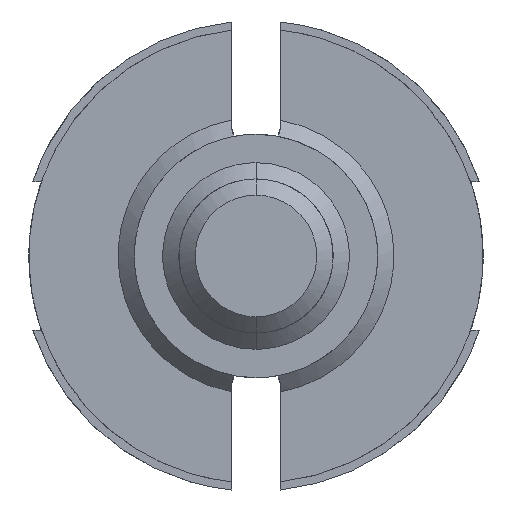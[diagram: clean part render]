
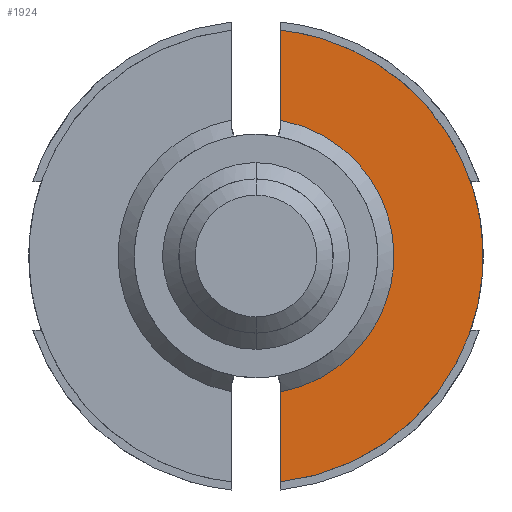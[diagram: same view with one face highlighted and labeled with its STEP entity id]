
A CAD part, front view. The second image highlights one B-rep face of the part: STEP entity #1924.
In plain terms, the highlighted free-form (B-spline) face has degree [1, 1] with [2, 2] control points.
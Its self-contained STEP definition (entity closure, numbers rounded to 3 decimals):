
#831 = VERTEX_POINT('',#832);
#832 = CARTESIAN_POINT('',(0.767,21.993,7.119
    ));
#837 = EDGE_CURVE('',#838,#831,#840,.T.);
#838 = VERTEX_POINT('',#839);
#839 = CARTESIAN_POINT('',(0.767,21.993,
    -7.119));
#840 = ( BOUNDED_CURVE() B_SPLINE_CURVE(2,(#841,#842,#843,#844,#845),
.UNSPECIFIED.,.F.,.F.) B_SPLINE_CURVE_WITH_KNOTS((3,2,3),(0.107
,1.571,3.034),.PIECEWISE_BEZIER_KNOTS.) CURVE() 
GEOMETRIC_REPRESENTATION_ITEM() RATIONAL_B_SPLINE_CURVE((1.,
0.744,1.,0.744,1.)) REPRESENTATION_ITEM('') );
#841 = CARTESIAN_POINT('',(0.767,21.993,
    -7.119));
#842 = CARTESIAN_POINT('',(7.161,21.993,
    -6.43));
#843 = CARTESIAN_POINT('',(7.161,21.993,
    0.));
#844 = CARTESIAN_POINT('',(7.161,21.993,6.43
    ));
#845 = CARTESIAN_POINT('',(0.767,21.993,7.119
    ));
#1924 = ADVANCED_FACE('',(#1925),#1950,.T.);
#1925 = FACE_BOUND('',#1926,.T.);
#1926 = EDGE_LOOP('',(#1927,#1934,#1944,#1949));
#1927 = ORIENTED_EDGE('',*,*,#1928,.T.);
#1928 = EDGE_CURVE('',#831,#1929,#1931,.T.);
#1929 = VERTEX_POINT('',#1930);
#1930 = CARTESIAN_POINT('',(0.767,21.993,
    4.279));
#1931 = B_SPLINE_CURVE_WITH_KNOTS('',1,(#1932,#1933),.UNSPECIFIED.,.F.,
  .F.,(2,2),(-7.071,-4.25),.PIECEWISE_BEZIER_KNOTS.);
#1932 = CARTESIAN_POINT('',(0.767,21.993,
    7.119));
#1933 = CARTESIAN_POINT('',(0.767,21.993,
    4.279));
#1934 = ORIENTED_EDGE('',*,*,#1935,.T.);
#1935 = EDGE_CURVE('',#1929,#1936,#1938,.T.);
#1936 = VERTEX_POINT('',#1937);
#1937 = CARTESIAN_POINT('',(0.767,21.993,
    -4.279));
#1938 = ( BOUNDED_CURVE() B_SPLINE_CURVE(2,(#1939,#1940,#1941,#1942,
#1943),.UNSPECIFIED.,.F.,.F.) B_SPLINE_CURVE_WITH_KNOTS((3,2,3),(
    3.319,4.712,6.106),
.PIECEWISE_BEZIER_KNOTS.) CURVE() GEOMETRIC_REPRESENTATION_ITEM() 
RATIONAL_B_SPLINE_CURVE((1.,0.767,1.,0.767,1.)) 
REPRESENTATION_ITEM('') );
#1939 = CARTESIAN_POINT('',(0.767,21.993,
    4.279));
#1940 = CARTESIAN_POINT('',(4.348,21.993,3.637
    ));
#1941 = CARTESIAN_POINT('',(4.348,21.993,
    0.));
#1942 = CARTESIAN_POINT('',(4.348,21.993,
    -3.637));
#1943 = CARTESIAN_POINT('',(0.767,21.993,
    -4.279));
#1944 = ORIENTED_EDGE('',*,*,#1945,.T.);
#1945 = EDGE_CURVE('',#1936,#838,#1946,.T.);
#1946 = B_SPLINE_CURVE_WITH_KNOTS('',1,(#1947,#1948),.UNSPECIFIED.,.F.,
  .F.,(2,2),(4.25,7.071),.PIECEWISE_BEZIER_KNOTS.);
#1947 = CARTESIAN_POINT('',(0.767,21.993,
    -4.279));
#1948 = CARTESIAN_POINT('',(0.767,21.993,
    -7.119));
#1949 = ORIENTED_EDGE('',*,*,#837,.T.);
#1950 = B_SPLINE_SURFACE_WITH_KNOTS('',1,1,(
    (#1951,#1952)
    ,(#1953,#1954
    )),.UNSPECIFIED.,.F.,.F.,.F.,(2,2),(2,2),(-7.071,
    7.071),(0.762,7.112),.PIECEWISE_BEZIER_KNOTS.);
#1951 = CARTESIAN_POINT('',(0.767,21.993,
    7.119));
#1952 = CARTESIAN_POINT('',(7.161,21.993,
    7.119));
#1953 = CARTESIAN_POINT('',(0.767,21.993,
    -7.119));
#1954 = CARTESIAN_POINT('',(7.161,21.993,
    -7.119));
